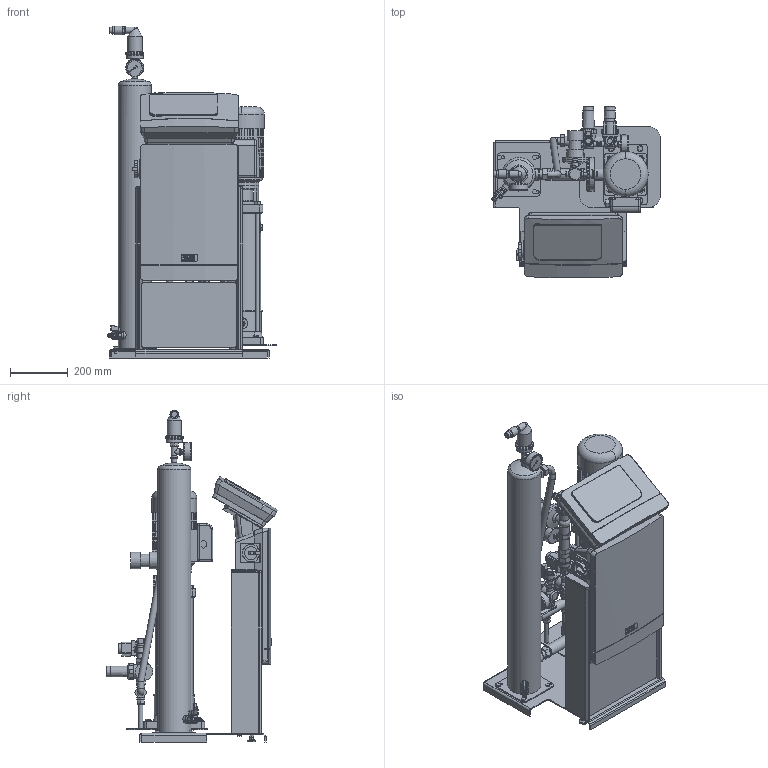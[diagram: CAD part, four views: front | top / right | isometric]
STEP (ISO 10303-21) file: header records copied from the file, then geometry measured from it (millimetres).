
FILE_DESCRIPTION(/* description */ (''),/* implementation_level */ '2;1');
FILE_NAME(/* name */ '3d_Reflex''Servitec120Touch''90°C-8832500.stp',/* time_stamp */ '2020-07-01T09:53:45+02:00',/* author */ ('Andrzej'),/* organization */ (''),/* preprocessor_version */ 'ST-DEVELOPER v16.13',/* originating_system */ 'AutoCAD Mechanical',/* authorisation */ '');
FILE_SCHEMA (('AUTOMOTIVE_DESIGN { 1 0 10303 214 3 1 1 }'));
Products named in the file (1): Product
Bounding box: 583.72 x 595.73 x 1150 mm (x, y, z)
Volume: 53375733.1 mm3; surface area: 4247014 mm2
Topology: 169 solids, 169 shells, 3766 faces, 9093 edges, 6028 vertices
Faces by surface type: plane 2497, cylinder 1048, torus 106, cone 94, bspline 14, sphere 7
Full cylindrical faces by diameter (mm): 1 x1, 1.5 x2, 2 x1, 3 x1, 4 x1, 5 x2, 5.095 x18, 5.4 x6, 5.5 x12, 6.2 x2, 6.4 x1, 7 x1, 8 x8, 8.3 x1, 8.5 x2, 9 x1, 10 x6, 10.5 x9, 11 x8, 11.2 x18, 11.63 x2, 12 x1, 13 x1, 13.16 x1, 13.5 x8, 14 x1, 14.5 x1, 15 x4, 16 x25, 16.02 x4
Entity records: 110434 total; most frequent: CARTESIAN_POINT 24004, DIRECTION 17660, ORIENTED_EDGE 16854, EDGE_CURVE 8427, AXIS2_PLACEMENT_3D 5945, VERTEX_POINT 5861, LINE 5770, VECTOR 5770
